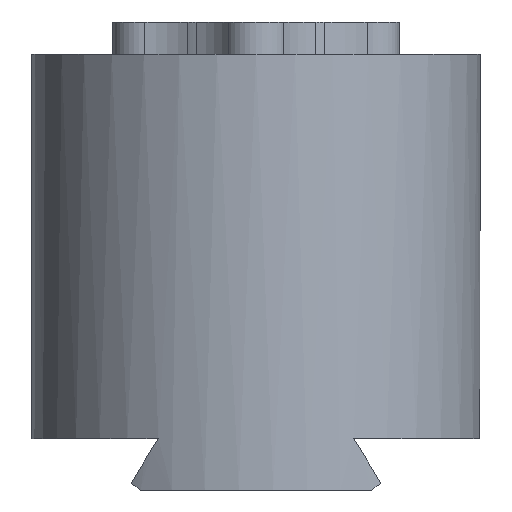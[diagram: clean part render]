
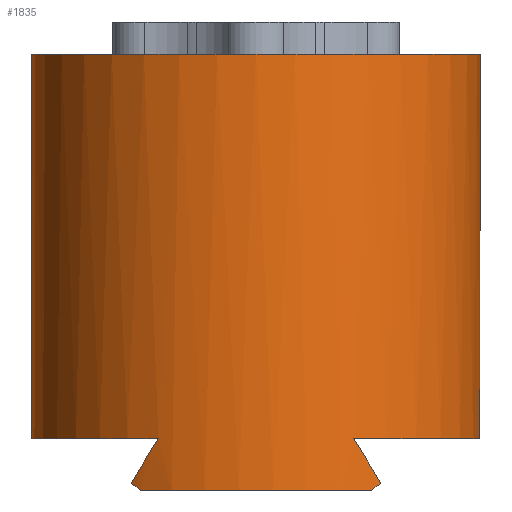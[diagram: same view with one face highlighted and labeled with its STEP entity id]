
A CAD part, front view. The second image highlights one B-rep face of the part: STEP entity #1835.
In plain terms, the highlighted cylindrical face has radius 35 mm (diameter 70 mm), a full revolution.
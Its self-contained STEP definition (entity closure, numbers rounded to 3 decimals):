
#25=ELLIPSE('',#1952,40.415,35.);
#33=ELLIPSE('',#1970,40.415,35.);
#34=ELLIPSE('',#1972,61.021,35.);
#35=ELLIPSE('',#1974,40.415,35.);
#36=ELLIPSE('',#1976,61.021,35.);
#37=ELLIPSE('',#1978,40.415,35.);
#38=ELLIPSE('',#1980,61.021,35.);
#39=ELLIPSE('',#2067,61.021,35.);
#202=FACE_OUTER_BOUND('',#322,.T.);
#322=EDGE_LOOP('',(#1652,#1653,#1654,#1655,#1656,#1657,#1658,#1659,#1660,
#1661,#1662,#1663,#1664,#1665,#1666,#1667));
#435=LINE('',#3306,#548);
#548=VECTOR('',#2752,35.);
#604=CIRCLE('',#1955,35.);
#644=CIRCLE('',#2024,35.);
#678=CIRCLE('',#2069,35.);
#679=CIRCLE('',#2071,35.);
#680=CIRCLE('',#2072,35.);
#681=CIRCLE('',#2074,35.);
#762=VERTEX_POINT('',#2988);
#763=VERTEX_POINT('',#2990);
#765=VERTEX_POINT('',#2996);
#777=VERTEX_POINT('',#3025);
#778=VERTEX_POINT('',#3029);
#779=VERTEX_POINT('',#3033);
#780=VERTEX_POINT('',#3034);
#781=VERTEX_POINT('',#3039);
#782=VERTEX_POINT('',#3043);
#783=VERTEX_POINT('',#3045);
#784=VERTEX_POINT('',#3049);
#819=VERTEX_POINT('',#3134);
#856=VERTEX_POINT('',#3222);
#857=VERTEX_POINT('',#3228);
#977=EDGE_CURVE('',#762,#763,#25,.T.);
#981=EDGE_CURVE('',#762,#765,#604,.T.);
#995=EDGE_CURVE('',#777,#765,#33,.T.);
#998=EDGE_CURVE('',#777,#778,#34,.T.);
#999=EDGE_CURVE('',#779,#780,#35,.T.);
#1003=EDGE_CURVE('',#779,#781,#36,.T.);
#1005=EDGE_CURVE('',#782,#783,#37,.T.);
#1007=EDGE_CURVE('',#784,#783,#38,.T.);
#1048=EDGE_CURVE('',#819,#819,#644,.T.);
#1090=EDGE_CURVE('',#856,#763,#39,.T.);
#1092=EDGE_CURVE('',#778,#784,#678,.T.);
#1093=EDGE_CURVE('',#857,#856,#679,.T.);
#1094=EDGE_CURVE('',#781,#857,#680,.T.);
#1095=EDGE_CURVE('',#782,#780,#681,.T.);
#1131=EDGE_CURVE('',#819,#857,#435,.T.);
#1652=ORIENTED_EDGE('',*,*,#1048,.F.);
#1653=ORIENTED_EDGE('',*,*,#1131,.T.);
#1654=ORIENTED_EDGE('',*,*,#1093,.T.);
#1655=ORIENTED_EDGE('',*,*,#1090,.T.);
#1656=ORIENTED_EDGE('',*,*,#977,.F.);
#1657=ORIENTED_EDGE('',*,*,#981,.T.);
#1658=ORIENTED_EDGE('',*,*,#995,.F.);
#1659=ORIENTED_EDGE('',*,*,#998,.T.);
#1660=ORIENTED_EDGE('',*,*,#1092,.T.);
#1661=ORIENTED_EDGE('',*,*,#1007,.T.);
#1662=ORIENTED_EDGE('',*,*,#1005,.F.);
#1663=ORIENTED_EDGE('',*,*,#1095,.T.);
#1664=ORIENTED_EDGE('',*,*,#999,.F.);
#1665=ORIENTED_EDGE('',*,*,#1003,.T.);
#1666=ORIENTED_EDGE('',*,*,#1094,.T.);
#1667=ORIENTED_EDGE('',*,*,#1131,.F.);
#1729=CYLINDRICAL_SURFACE('',#2112,35.);
#1835=ADVANCED_FACE('',(#202),#1729,.T.);
#1952=AXIS2_PLACEMENT_3D('',#2991,#2376,#2377);
#1955=AXIS2_PLACEMENT_3D('',#2998,#2384,#2385);
#1970=AXIS2_PLACEMENT_3D('',#3026,#2415,#2416);
#1972=AXIS2_PLACEMENT_3D('',#3031,#2421,#2422);
#1974=AXIS2_PLACEMENT_3D('',#3035,#2425,#2426);
#1976=AXIS2_PLACEMENT_3D('',#3041,#2432,#2433);
#1978=AXIS2_PLACEMENT_3D('',#3046,#2437,#2438);
#1980=AXIS2_PLACEMENT_3D('',#3050,#2442,#2443);
#2024=AXIS2_PLACEMENT_3D('',#3135,#2536,#2537);
#2067=AXIS2_PLACEMENT_3D('',#3223,#2630,#2631);
#2069=AXIS2_PLACEMENT_3D('',#3226,#2635,#2636);
#2071=AXIS2_PLACEMENT_3D('',#3229,#2639,#2640);
#2072=AXIS2_PLACEMENT_3D('',#3230,#2641,#2642);
#2074=AXIS2_PLACEMENT_3D('',#3232,#2645,#2646);
#2112=AXIS2_PLACEMENT_3D('',#3305,#2750,#2751);
#2376=DIRECTION('center_axis',(-0.41,0.287,-0.866));
#2377=DIRECTION('ref_axis',(0.709,-0.497,-0.5));
#2384=DIRECTION('center_axis',(0.,0.,1.));
#2385=DIRECTION('ref_axis',(1.,0.,0.));
#2415=DIRECTION('center_axis',(0.41,0.287,-0.866));
#2416=DIRECTION('ref_axis',(0.709,0.497,0.5));
#2421=DIRECTION('center_axis',(-0.671,-0.47,-0.574));
#2422=DIRECTION('ref_axis',(0.47,0.329,-0.819));
#2425=DIRECTION('center_axis',(-0.41,-0.287,-0.866));
#2426=DIRECTION('ref_axis',(0.709,0.497,-0.5));
#2432=DIRECTION('center_axis',(0.671,0.47,-0.574));
#2433=DIRECTION('ref_axis',(0.47,0.329,0.819));
#2437=DIRECTION('center_axis',(0.41,-0.287,-0.866));
#2438=DIRECTION('ref_axis',(0.709,-0.497,0.5));
#2442=DIRECTION('center_axis',(-0.671,0.47,-0.574));
#2443=DIRECTION('ref_axis',(0.47,-0.329,-0.819));
#2536=DIRECTION('center_axis',(0.,0.,1.));
#2537=DIRECTION('ref_axis',(1.,0.,0.));
#2630=DIRECTION('center_axis',(0.671,-0.47,-0.574));
#2631=DIRECTION('ref_axis',(0.47,-0.329,0.819));
#2635=DIRECTION('center_axis',(0.,0.,1.));
#2636=DIRECTION('ref_axis',(1.,0.,0.));
#2639=DIRECTION('center_axis',(0.,0.,1.));
#2640=DIRECTION('ref_axis',(1.,0.,0.));
#2641=DIRECTION('center_axis',(0.,0.,1.));
#2642=DIRECTION('ref_axis',(1.,0.,0.));
#2645=DIRECTION('center_axis',(0.,0.,1.));
#2646=DIRECTION('ref_axis',(1.,0.,0.));
#2750=DIRECTION('center_axis',(0.,0.,1.));
#2751=DIRECTION('ref_axis',(1.,0.,0.));
#2752=DIRECTION('',(0.,0.,-1.));
#2988=CARTESIAN_POINT('',(-17.976,-30.031,0.));
#2990=CARTESIAN_POINT('',(-19.481,-29.077,1.028));
#2991=CARTESIAN_POINT('Origin',(0.,0.,1.443));
#2996=CARTESIAN_POINT('',(17.976,-30.031,0.));
#2998=CARTESIAN_POINT('Origin',(0.,0.,0.));
#3025=CARTESIAN_POINT('',(19.481,-29.077,1.028));
#3026=CARTESIAN_POINT('Origin',(0.,0.,1.443));
#3029=CARTESIAN_POINT('',(15.228,-31.514,8.));
#3031=CARTESIAN_POINT('Origin',(0.,0.,0.));
#3033=CARTESIAN_POINT('',(-19.481,29.077,1.028));
#3034=CARTESIAN_POINT('',(-17.976,30.031,0.));
#3035=CARTESIAN_POINT('Origin',(0.,0.,1.443));
#3039=CARTESIAN_POINT('',(-15.228,31.514,8.));
#3041=CARTESIAN_POINT('Origin',(0.,0.,0.));
#3043=CARTESIAN_POINT('',(17.976,30.031,0.));
#3045=CARTESIAN_POINT('',(19.481,29.077,1.028));
#3046=CARTESIAN_POINT('Origin',(0.,0.,1.443));
#3049=CARTESIAN_POINT('',(15.228,31.514,8.));
#3050=CARTESIAN_POINT('Origin',(0.,0.,0.));
#3134=CARTESIAN_POINT('',(-35.,0.,68.));
#3135=CARTESIAN_POINT('Origin',(0.,0.,68.));
#3222=CARTESIAN_POINT('',(-15.228,-31.514,8.));
#3223=CARTESIAN_POINT('Origin',(0.,0.,0.));
#3226=CARTESIAN_POINT('Origin',(0.,0.,8.));
#3228=CARTESIAN_POINT('',(-35.,0.,8.));
#3229=CARTESIAN_POINT('Origin',(0.,0.,8.));
#3230=CARTESIAN_POINT('Origin',(0.,0.,8.));
#3232=CARTESIAN_POINT('Origin',(0.,0.,0.));
#3305=CARTESIAN_POINT('Origin',(0.,0.,0.));
#3306=CARTESIAN_POINT('',(-35.,0.,0.));
